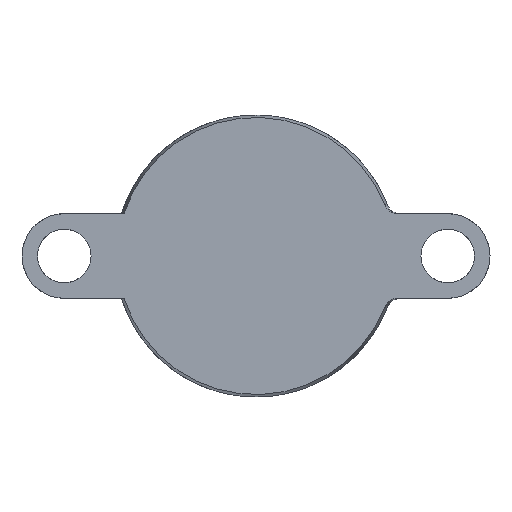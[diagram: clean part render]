
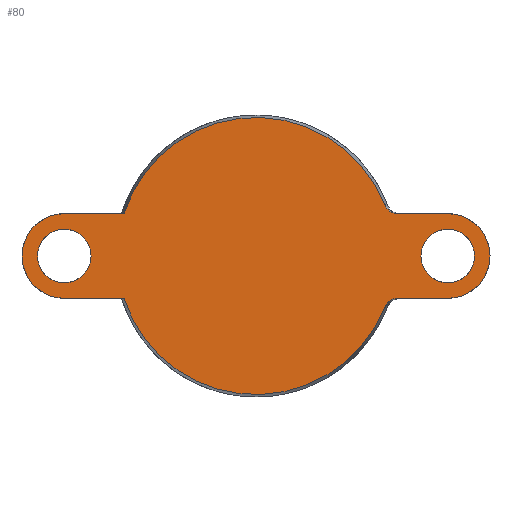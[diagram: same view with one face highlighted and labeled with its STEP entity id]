
A CAD part, front view. The second image highlights one B-rep face of the part: STEP entity #80.
In plain terms, the highlighted planar face has unit normal (0, -1, 0).
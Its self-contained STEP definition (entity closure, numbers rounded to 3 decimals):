
#2 = DIRECTION ( 'NONE',  ( 0., -1., 0. ) ) ;
#10 = EDGE_CURVE ( 'NONE', #1095, #502, #1054, .T. ) ;
#25 = LINE ( 'NONE', #817, #877 ) ;
#28 = DIRECTION ( 'NONE',  ( 0., -1., 0. ) ) ;
#30 = CARTESIAN_POINT ( 'NONE',  ( -68., 0., -15. ) ) ;
#37 = ORIENTED_EDGE ( 'NONE', *, *, #162, .T. ) ;
#40 = CARTESIAN_POINT ( 'NONE',  ( 46.749, 0., -16.497 ) ) ;
#47 = EDGE_CURVE ( 'NONE', #1088, #641, #991, .T. ) ;
#55 = ORIENTED_EDGE ( 'NONE', *, *, #1281, .T. ) ;
#60 = CARTESIAN_POINT ( 'NONE',  ( 46.58, 0., 16.677 ) ) ;
#68 = EDGE_LOOP ( 'NONE', ( #850 ) ) ;
#80 = ADVANCED_FACE ( 'NONE', ( #168, #602, #756 ), #296, .F. ) ;
#83 = ORIENTED_EDGE ( 'NONE', *, *, #649, .T. ) ;
#101 = DIRECTION ( 'NONE',  ( 0., 1., 0. ) ) ;
#160 = CARTESIAN_POINT ( 'NONE',  ( 48.644, 0., 15.292 ) ) ;
#162 = EDGE_CURVE ( 'NONE', #1295, #603, #1190, .T. ) ;
#168 = FACE_OUTER_BOUND ( 'NONE', #657, .T. ) ;
#186 = DIRECTION ( 'NONE',  ( 0., 0., -1. ) ) ;
#199 = DIRECTION ( 'NONE',  ( 0., -1., 0. ) ) ;
#207 = EDGE_LOOP ( 'NONE', ( #83 ) ) ;
#225 = DIRECTION ( 'NONE',  ( 0., 0., -1. ) ) ;
#235 = CARTESIAN_POINT ( 'NONE',  ( 68., 0., 15. ) ) ;
#236 = CARTESIAN_POINT ( 'NONE',  ( 49.363, 0., -15.093 ) ) ;
#247 = CARTESIAN_POINT ( 'NONE',  ( 48.407, 0., 15.384 ) ) ;
#250 = B_SPLINE_CURVE_WITH_KNOTS ( 'NONE', 3,
 ( #929, #746, #935, #1069, #40, #667, #458, #261, #332, #447, #1147, #1063, #236, #531, #741, #840 ),
 .UNSPECIFIED., .F., .F.,
 ( 4, 2, 2, 2, 2, 2, 2, 4 ),
 ( 0., 0.001, 0.002, 0.003, 0.004, 0.004, 0.005, 0.006 ),
 .UNSPECIFIED. ) ;
#256 = CARTESIAN_POINT ( 'NONE',  ( -68., 0., 9.5 ) ) ;
#257 = CARTESIAN_POINT ( 'NONE',  ( 49.86, 0., 15. ) ) ;
#261 = CARTESIAN_POINT ( 'NONE',  ( 47.73, 0., -15.726 ) ) ;
#289 = DIRECTION ( 'NONE',  ( 0., 0., 1. ) ) ;
#292 = EDGE_CURVE ( 'NONE', #626, #1295, #1058, .T. ) ;
#293 = VECTOR ( 'NONE', #463, 1000. ) ;
#294 = VECTOR ( 'NONE', #1037, 1000. ) ;
#296 = PLANE ( 'NONE',  #568 ) ;
#303 = EDGE_CURVE ( 'NONE', #1088, #871, #1202, .T. ) ;
#314 = VERTEX_POINT ( 'NONE', #459 ) ;
#331 = CARTESIAN_POINT ( 'NONE',  ( 15., 0., -15. ) ) ;
#332 = CARTESIAN_POINT ( 'NONE',  ( 47.952, 0., -15.6 ) ) ;
#351 = ORIENTED_EDGE ( 'NONE', *, *, #292, .T. ) ;
#354 = CARTESIAN_POINT ( 'NONE',  ( 47.738, 0., 15.721 ) ) ;
#361 = CARTESIAN_POINT ( 'NONE',  ( 47.322, 0., 16. ) ) ;
#386 = ORIENTED_EDGE ( 'NONE', *, *, #1087, .F. ) ;
#389 = CARTESIAN_POINT ( 'NONE',  ( -49.143, 0., 0. ) ) ;
#447 = CARTESIAN_POINT ( 'NONE',  ( 48.405, 0., -15.385 ) ) ;
#458 = CARTESIAN_POINT ( 'NONE',  ( 47.314, 0., -16.005 ) ) ;
#459 = CARTESIAN_POINT ( 'NONE',  ( 68., 0., -15. ) ) ;
#462 = CIRCLE ( 'NONE', #787, 49.143 ) ;
#463 = DIRECTION ( 'NONE',  ( 1., 0., 0. ) ) ;
#488 = ORIENTED_EDGE ( 'NONE', *, *, #693, .F. ) ;
#502 = VERTEX_POINT ( 'NONE', #783 ) ;
#503 = CARTESIAN_POINT ( 'NONE',  ( -68., 0., 0. ) ) ;
#508 = EDGE_CURVE ( 'NONE', #871, #626, #462, .T. ) ;
#518 = ORIENTED_EDGE ( 'NONE', *, *, #303, .T. ) ;
#529 = DIRECTION ( 'NONE',  ( 0., 0., 1. ) ) ;
#531 = CARTESIAN_POINT ( 'NONE',  ( 49.862, 0., -15.019 ) ) ;
#532 = EDGE_CURVE ( 'NONE', #1226, #1226, #1230, .T. ) ;
#545 = CARTESIAN_POINT ( 'NONE',  ( 45.848, 0., 17.699 ) ) ;
#548 = AXIS2_PLACEMENT_3D ( 'NONE', #1195, #1127, #1032 ) ;
#552 = LINE ( 'NONE', #331, #294 ) ;
#555 = CARTESIAN_POINT ( 'NONE',  ( 46.751, 0., 16.495 ) ) ;
#566 = CARTESIAN_POINT ( 'NONE',  ( 47.122, 0., 16.157 ) ) ;
#568 = AXIS2_PLACEMENT_3D ( 'NONE', #389, #101, #289 ) ;
#570 = DIRECTION ( 'NONE',  ( 0., -1., 0. ) ) ;
#593 = CARTESIAN_POINT ( 'NONE',  ( 45.66, 0., 18.169 ) ) ;
#594 = CARTESIAN_POINT ( 'NONE',  ( 15., 0., 15. ) ) ;
#602 = FACE_BOUND ( 'NONE', #207, .T. ) ;
#603 = VERTEX_POINT ( 'NONE', #30 ) ;
#605 = CIRCLE ( 'NONE', #767, 9.5 ) ;
#612 = CARTESIAN_POINT ( 'NONE',  ( -46.797, 0., 15. ) ) ;
#626 = VERTEX_POINT ( 'NONE', #612 ) ;
#641 = VERTEX_POINT ( 'NONE', #235 ) ;
#649 = EDGE_CURVE ( 'NONE', #942, #942, #605, .T. ) ;
#653 = CARTESIAN_POINT ( 'NONE',  ( 47.955, 0., 15.598 ) ) ;
#657 = EDGE_LOOP ( 'NONE', ( #665, #518, #1133, #351, #37, #1036, #1243, #55, #488, #386 ) ) ;
#663 = CARTESIAN_POINT ( 'NONE',  ( 46.108, 0., 17.258 ) ) ;
#665 = ORIENTED_EDGE ( 'NONE', *, *, #47, .F. ) ;
#667 = CARTESIAN_POINT ( 'NONE',  ( 47.118, 0., -16.16 ) ) ;
#673 = AXIS2_PLACEMENT_3D ( 'NONE', #503, #2, #529 ) ;
#693 = EDGE_CURVE ( 'NONE', #314, #781, #552, .T. ) ;
#703 = DIRECTION ( 'NONE',  ( 1., 0., 0. ) ) ;
#728 = CARTESIAN_POINT ( 'NONE',  ( 68., 0., 9.5 ) ) ;
#741 = CARTESIAN_POINT ( 'NONE',  ( 50.113, 0., -15. ) ) ;
#746 = CARTESIAN_POINT ( 'NONE',  ( 45.848, 0., -17.699 ) ) ;
#754 = CARTESIAN_POINT ( 'NONE',  ( -68., 0., 15. ) ) ;
#756 = FACE_BOUND ( 'NONE', #68, .T. ) ;
#767 = AXIS2_PLACEMENT_3D ( 'NONE', #1234, #1245, #950 ) ;
#781 = VERTEX_POINT ( 'NONE', #990 ) ;
#783 = CARTESIAN_POINT ( 'NONE',  ( 45.66, 0., -18.169 ) ) ;
#787 = AXIS2_PLACEMENT_3D ( 'NONE', #1085, #199, #186 ) ;
#795 = CARTESIAN_POINT ( 'NONE',  ( -46.797, 0., -15. ) ) ;
#808 = CIRCLE ( 'NONE', #548, 15. ) ;
#817 = CARTESIAN_POINT ( 'NONE',  ( -15., 0., -15. ) ) ;
#833 = CARTESIAN_POINT ( 'NONE',  ( -15., 0., 15. ) ) ;
#840 = CARTESIAN_POINT ( 'NONE',  ( 50.366, 0., -15. ) ) ;
#850 = ORIENTED_EDGE ( 'NONE', *, *, #532, .F. ) ;
#871 = VERTEX_POINT ( 'NONE', #593 ) ;
#877 = VECTOR ( 'NONE', #703, 1000. ) ;
#926 = CARTESIAN_POINT ( 'NONE',  ( 0., 0., 0. ) ) ;
#929 = CARTESIAN_POINT ( 'NONE',  ( 45.66, 0., -18.169 ) ) ;
#935 = CARTESIAN_POINT ( 'NONE',  ( 46.1, 0., -17.269 ) ) ;
#942 = VERTEX_POINT ( 'NONE', #728 ) ;
#950 = DIRECTION ( 'NONE',  ( 0., 0., 1. ) ) ;
#967 = DIRECTION ( 'NONE',  ( 0., 0., -1. ) ) ;
#990 = CARTESIAN_POINT ( 'NONE',  ( 50.366, 0., -15. ) ) ;
#991 = LINE ( 'NONE', #594, #293 ) ;
#996 = CARTESIAN_POINT ( 'NONE',  ( -68., 0., 0. ) ) ;
#1010 = CARTESIAN_POINT ( 'NONE',  ( 50.366, 0., 15. ) ) ;
#1032 = DIRECTION ( 'NONE',  ( 0., 0., -1. ) ) ;
#1036 = ORIENTED_EDGE ( 'NONE', *, *, #1158, .T. ) ;
#1037 = DIRECTION ( 'NONE',  ( -1., 0., 0. ) ) ;
#1054 = CIRCLE ( 'NONE', #1129, 49.143 ) ;
#1058 = LINE ( 'NONE', #833, #1293 ) ;
#1063 = CARTESIAN_POINT ( 'NONE',  ( 49.116, 0., -15.149 ) ) ;
#1069 = CARTESIAN_POINT ( 'NONE',  ( 46.575, 0., -16.681 ) ) ;
#1070 = CARTESIAN_POINT ( 'NONE',  ( 50.366, 0., 15. ) ) ;
#1075 = AXIS2_PLACEMENT_3D ( 'NONE', #996, #570, #967 ) ;
#1085 = CARTESIAN_POINT ( 'NONE',  ( 0., 0., 0. ) ) ;
#1087 = EDGE_CURVE ( 'NONE', #641, #314, #808, .T. ) ;
#1088 = VERTEX_POINT ( 'NONE', #1010 ) ;
#1095 = VERTEX_POINT ( 'NONE', #795 ) ;
#1127 = DIRECTION ( 'NONE',  ( 0., 1., 0. ) ) ;
#1129 = AXIS2_PLACEMENT_3D ( 'NONE', #926, #28, #225 ) ;
#1133 = ORIENTED_EDGE ( 'NONE', *, *, #508, .T. ) ;
#1147 = CARTESIAN_POINT ( 'NONE',  ( 48.637, 0., -15.295 ) ) ;
#1155 = CARTESIAN_POINT ( 'NONE',  ( 49.366, 0., 15.074 ) ) ;
#1158 = EDGE_CURVE ( 'NONE', #603, #1095, #25, .T. ) ;
#1190 = CIRCLE ( 'NONE', #1075, 15. ) ;
#1195 = CARTESIAN_POINT ( 'NONE',  ( 68., 0., 0. ) ) ;
#1202 = B_SPLINE_CURVE_WITH_KNOTS ( 'NONE', 3,
 ( #1070, #257, #1155, #160, #247, #653, #354, #361, #566, #555, #60, #663, #545, #1241 ),
 .UNSPECIFIED., .F., .F.,
 ( 4, 2, 2, 2, 2, 2, 4 ),
 ( 0., 0.001, 0.002, 0.003, 0.004, 0.004, 0.006 ),
 .UNSPECIFIED. ) ;
#1226 = VERTEX_POINT ( 'NONE', #256 ) ;
#1230 = CIRCLE ( 'NONE', #673, 9.5 ) ;
#1234 = CARTESIAN_POINT ( 'NONE',  ( 68., 0., 0. ) ) ;
#1241 = CARTESIAN_POINT ( 'NONE',  ( 45.66, 0., 18.169 ) ) ;
#1243 = ORIENTED_EDGE ( 'NONE', *, *, #10, .T. ) ;
#1245 = DIRECTION ( 'NONE',  ( 0., 1., 0. ) ) ;
#1247 = DIRECTION ( 'NONE',  ( -1., 0., 0. ) ) ;
#1281 = EDGE_CURVE ( 'NONE', #502, #781, #250, .T. ) ;
#1293 = VECTOR ( 'NONE', #1247, 1000. ) ;
#1295 = VERTEX_POINT ( 'NONE', #754 ) ;
